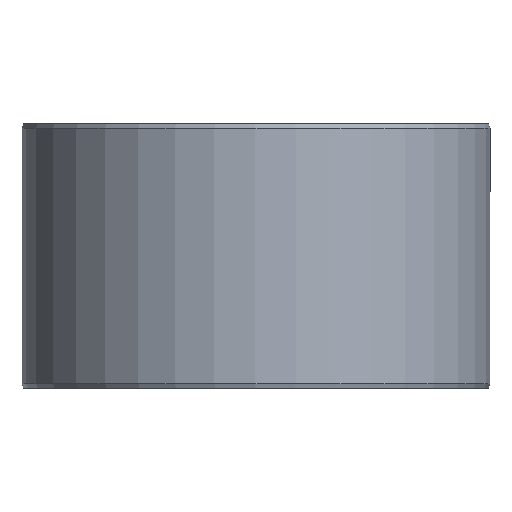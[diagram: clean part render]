
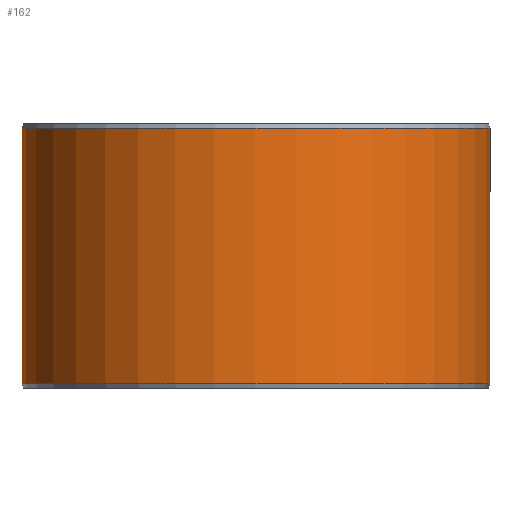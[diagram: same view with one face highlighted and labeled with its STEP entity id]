
A CAD part, front view. The second image highlights one B-rep face of the part: STEP entity #162.
In plain terms, the highlighted cylindrical face has radius 97.5 mm (diameter 195 mm), a partial arc.
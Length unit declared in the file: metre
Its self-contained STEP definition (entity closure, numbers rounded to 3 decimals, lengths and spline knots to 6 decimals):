
#162=ADVANCED_FACE('',(#185,#186),#187,.T.);
#185=FACE_OUTER_BOUND('',#211,.T.);
#186=FACE_BOUND('',#212,.T.);
#187=CYLINDRICAL_SURFACE('',#213,0.0975);
#211=EDGE_LOOP('',(#289,#290,#291,#292));
#212=EDGE_LOOP('',(#293));
#213=AXIS2_PLACEMENT_3D('',#294,#295,#296);
#289=ORIENTED_EDGE('',*,*,#314,.T.);
#290=ORIENTED_EDGE('',*,*,#323,.F.);
#291=ORIENTED_EDGE('',*,*,#309,.F.);
#292=ORIENTED_EDGE('',*,*,#324,.T.);
#293=ORIENTED_EDGE('',*,*,#327,.T.);
#294=CARTESIAN_POINT('',(0.,0.,0.0));
#295=DIRECTION('',(0.,0.0,-1.0));
#296=DIRECTION('',(-1.0,0.0,0.));
#309=EDGE_CURVE('',#341,#342,#343,.T.);
#314=EDGE_CURVE('',#351,#349,#352,.T.);
#323=EDGE_CURVE('',#342,#349,#365,.T.);
#324=EDGE_CURVE('',#341,#351,#366,.T.);
#327=EDGE_CURVE('',#370,#370,#371,.T.);
#341=VERTEX_POINT('',#389);
#342=VERTEX_POINT('',#390);
#343=CIRCLE('',#391,0.0975);
#349=VERTEX_POINT('',#399);
#351=VERTEX_POINT('',#402);
#352=CIRCLE('',#403,0.0975);
#365=LINE('',#422,#423);
#366=LINE('',#424,#425);
#370=VERTEX_POINT('',#501);
#371=B_SPLINE_CURVE_WITH_KNOTS('',3,(#502,#503,#504,#505,#506,#507,#508,#509,#510,#511,#512,#513,#514,#515,#516,#517,#518,#519,#520,#521,#522,#523,#524,#525,#526,#527,#528,#529,#530,#531,#532,#533,#534,#535,#536,#537,#538,#539,#540,#541,#542,#543,#544,#545,#546,#547,#548,#549,#550,#551,#552,#553,#554,#555,#556,#557,#558,#559,#560,#561,#562,#563,#564,#565,#566,#567,#568,#569,#570,#571,#572,#573),.UNSPECIFIED.,.T.,.F.,(2,2,2,2,2,2,2,2,2,2,2,2,2,2,2,2,2,2,2,2,2,2,2,2,2,2,2,2,2,2,2,2,2,2,2,2,2,2),(-0.000977,0.0,0.000977,0.001466,0.001954,0.002931,0.003908,0.004885,0.005862,0.006839,0.007817,0.008794,0.009771,0.010748,0.011725,0.012702,0.01319,0.013679,0.014656,0.015633,0.01661,0.017587,0.018564,0.019541,0.020518,0.021495,0.022473,0.02345,0.024427,0.024915,0.025404,0.026381,0.027358,0.028335,0.029312,0.030289,0.031266,0.032243),.UNSPECIFIED.);
#389=CARTESIAN_POINT('',(0.001702,0.097485,0.0018));
#390=CARTESIAN_POINT('',(0.,0.0975,0.0018));
#391=AXIS2_PLACEMENT_3D('',#587,#588,#589);
#399=CARTESIAN_POINT('',(0.,0.0975,0.1082));
#402=CARTESIAN_POINT('',(0.001702,0.097485,0.1082));
#403=AXIS2_PLACEMENT_3D('',#596,#597,#598);
#422=CARTESIAN_POINT('',(0.,0.0975,0.0018));
#423=VECTOR('',#611,1.0);
#424=CARTESIAN_POINT('',(0.001702,0.097485,0.0018));
#425=VECTOR('',#612,1.0);
#501=CARTESIAN_POINT('',(0.080889,-0.054436,0.055));
#502=CARTESIAN_POINT('',(0.080889,-0.054436,0.05467));
#503=CARTESIAN_POINT('',(0.080889,-0.054436,0.05533));
#504=CARTESIAN_POINT('',(0.080907,-0.054409,0.055655));
#505=CARTESIAN_POINT('',(0.08096,-0.05433,0.056135));
#506=CARTESIAN_POINT('',(0.080982,-0.054297,0.056293));
#507=CARTESIAN_POINT('',(0.081035,-0.054218,0.056607));
#508=CARTESIAN_POINT('',(0.081066,-0.054171,0.056763));
#509=CARTESIAN_POINT('',(0.081171,-0.054014,0.057217));
#510=CARTESIAN_POINT('',(0.081256,-0.053886,0.057505));
#511=CARTESIAN_POINT('',(0.081456,-0.053583,0.058048));
#512=CARTESIAN_POINT('',(0.081572,-0.053407,0.058305));
#513=CARTESIAN_POINT('',(0.081824,-0.05302,0.058766));
#514=CARTESIAN_POINT('',(0.081961,-0.052809,0.058973));
#515=CARTESIAN_POINT('',(0.082256,-0.052348,0.059339));
#516=CARTESIAN_POINT('',(0.082412,-0.052102,0.059494));
#517=CARTESIAN_POINT('',(0.082732,-0.051593,0.059744));
#518=CARTESIAN_POINT('',(0.082898,-0.051325,0.05984));
#519=CARTESIAN_POINT('',(0.083236,-0.050775,0.059968));
#520=CARTESIAN_POINT('',(0.083404,-0.050498,0.06));
#521=CARTESIAN_POINT('',(0.08374,-0.049939,0.06));
#522=CARTESIAN_POINT('',(0.08391,-0.049654,0.059968));
#523=CARTESIAN_POINT('',(0.084234,-0.049101,0.05984));
#524=CARTESIAN_POINT('',(0.084391,-0.048832,0.059746));
#525=CARTESIAN_POINT('',(0.084693,-0.048306,0.059495));
#526=CARTESIAN_POINT('',(0.084837,-0.048052,0.059339));
#527=CARTESIAN_POINT('',(0.085103,-0.047579,0.058977));
#528=CARTESIAN_POINT('',(0.085226,-0.047359,0.058771));
#529=CARTESIAN_POINT('',(0.085452,-0.04695,0.058304));
#530=CARTESIAN_POINT('',(0.085552,-0.046768,0.058051));
#531=CARTESIAN_POINT('',(0.085681,-0.046529,0.057645));
#532=CARTESIAN_POINT('',(0.085722,-0.046455,0.057505));
#533=CARTESIAN_POINT('',(0.085795,-0.046319,0.057216));
#534=CARTESIAN_POINT('',(0.085829,-0.046256,0.057066));
#535=CARTESIAN_POINT('',(0.085918,-0.04609,0.056612));
#536=CARTESIAN_POINT('',(0.085963,-0.046006,0.0563));
#537=CARTESIAN_POINT('',(0.086024,-0.045893,0.05566));
#538=CARTESIAN_POINT('',(0.086039,-0.045864,0.055328));
#539=CARTESIAN_POINT('',(0.086039,-0.045864,0.054675));
#540=CARTESIAN_POINT('',(0.086024,-0.045892,0.054351));
#541=CARTESIAN_POINT('',(0.085964,-0.046005,0.053706));
#542=CARTESIAN_POINT('',(0.085919,-0.046089,0.05339));
#543=CARTESIAN_POINT('',(0.085801,-0.046309,0.052788));
#544=CARTESIAN_POINT('',(0.085727,-0.046445,0.052498));
#545=CARTESIAN_POINT('',(0.085552,-0.046766,0.051951));
#546=CARTESIAN_POINT('',(0.085453,-0.046948,0.051699));
#547=CARTESIAN_POINT('',(0.08523,-0.047351,0.051237));
#548=CARTESIAN_POINT('',(0.085105,-0.047576,0.051026));
#549=CARTESIAN_POINT('',(0.084838,-0.04805,0.050662));
#550=CARTESIAN_POINT('',(0.084697,-0.048299,0.050509));
#551=CARTESIAN_POINT('',(0.084395,-0.048824,0.050257));
#552=CARTESIAN_POINT('',(0.084236,-0.049099,0.050161));
#553=CARTESIAN_POINT('',(0.083912,-0.04965,0.050033));
#554=CARTESIAN_POINT('',(0.083746,-0.049929,0.05));
#555=CARTESIAN_POINT('',(0.083407,-0.050495,0.05));
#556=CARTESIAN_POINT('',(0.083237,-0.050773,0.050032));
#557=CARTESIAN_POINT('',(0.082986,-0.051182,0.050127));
#558=CARTESIAN_POINT('',(0.082903,-0.051316,0.050166));
#559=CARTESIAN_POINT('',(0.082737,-0.051583,0.050261));
#560=CARTESIAN_POINT('',(0.082655,-0.051716,0.050317));
#561=CARTESIAN_POINT('',(0.082413,-0.052101,0.050505));
#562=CARTESIAN_POINT('',(0.082259,-0.052344,0.050658));
#563=CARTESIAN_POINT('',(0.081965,-0.052801,0.05102));
#564=CARTESIAN_POINT('',(0.081826,-0.053018,0.051231));
#565=CARTESIAN_POINT('',(0.081573,-0.053405,0.051692));
#566=CARTESIAN_POINT('',(0.08146,-0.053578,0.051944));
#567=CARTESIAN_POINT('',(0.081258,-0.053884,0.052489));
#568=CARTESIAN_POINT('',(0.081171,-0.054014,0.052781));
#569=CARTESIAN_POINT('',(0.081033,-0.054222,0.053382));
#570=CARTESIAN_POINT('',(0.080979,-0.054301,0.053696));
#571=CARTESIAN_POINT('',(0.080907,-0.054409,0.054343));
#572=CARTESIAN_POINT('',(0.080889,-0.054436,0.05467));
#573=CARTESIAN_POINT('',(0.080889,-0.054436,0.05533));
#587=CARTESIAN_POINT('',(0.,0.,0.0018));
#588=DIRECTION('',(0.,0.0,-1.0));
#589=DIRECTION('',(-1.0,0.0,0.));
#596=CARTESIAN_POINT('',(0.,0.,0.1082));
#597=DIRECTION('',(0.,0.0,-1.0));
#598=DIRECTION('',(-1.0,0.0,0.));
#611=DIRECTION('',(0.,0.0,1.0));
#612=DIRECTION('',(0.,0.,1.0));
